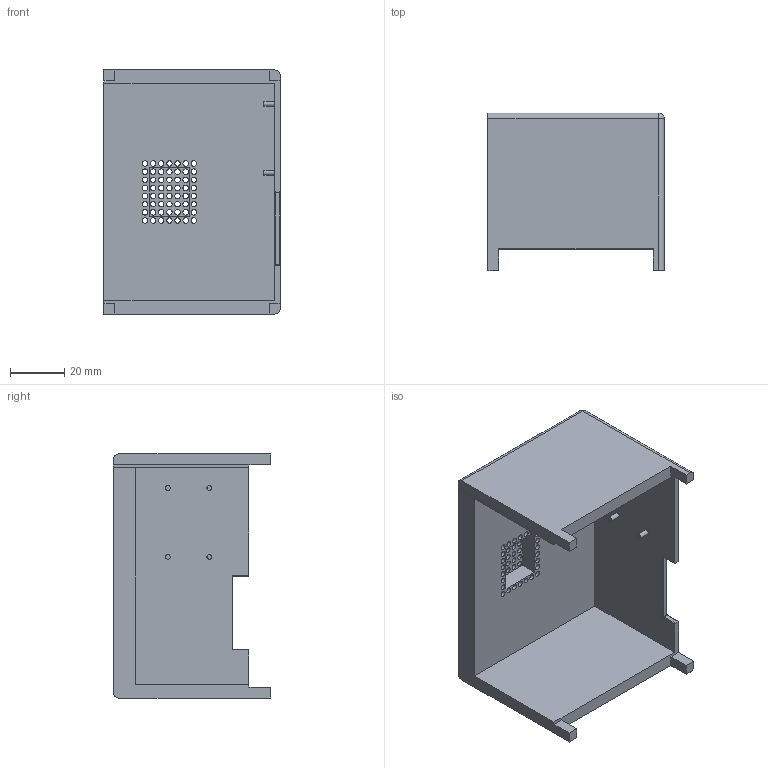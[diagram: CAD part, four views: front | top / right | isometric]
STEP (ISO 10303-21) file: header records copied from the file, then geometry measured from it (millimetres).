
FILE_DESCRIPTION(/* description */ (''),/* implementation_level */ '2;1');
FILE_NAME(/* name */ 'Upper Case.step',/* time_stamp */ '2026-02-15T13:34:05+11:00',/* author */ (''),/* organization */ (''),/* preprocessor_version */ 'ST-DEVELOPER v20.1',/* originating_system */ 'Autodesk Translation Framework v14.24.0.0',/* authorisation */ '');
FILE_SCHEMA (('AUTOMOTIVE_DESIGN { 1 0 10303 214 3 1 1 }'));
Products named in the file (1): 2026-01-27-15-52-02-781
Bounding box: 65 x 58 x 90 mm (x, y, z)
Volume: 79734.6 mm3; surface area: 34540 mm2
Topology: 1 solids, 1 shells, 1391 faces, 3998 edges, 2657 vertices
Faces by surface type: bspline 1067, plane 249, cylinder 73, sphere 2
Full cylindrical faces by diameter (mm): 1.75 x4, 2 x56
Entity records: 55653 total; most frequent: CARTESIAN_POINT 26258, ORIENTED_EDGE 7988, EDGE_CURVE 3994, VERTEX_POINT 2657, DIRECTION 2652, B_SPLINE_CURVE_WITH_KNOTS 2138, LINE 1710, VECTOR 1710
